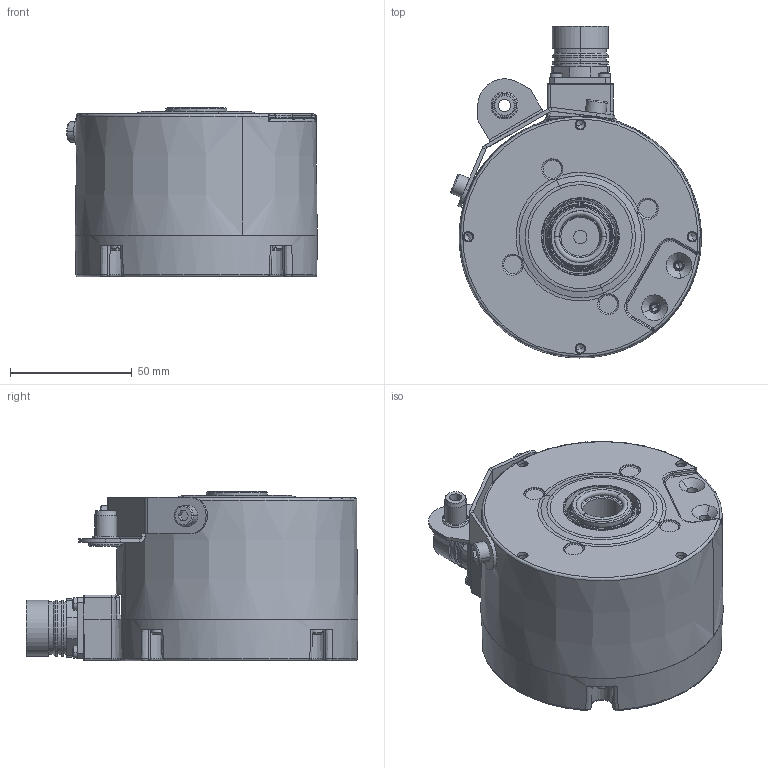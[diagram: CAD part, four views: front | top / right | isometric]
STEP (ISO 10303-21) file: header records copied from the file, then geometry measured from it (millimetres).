
FILE_DESCRIPTION((''),'2;1');
FILE_NAME('770890-K01_SW0004','2013-06-18T',('se2546'),(''),'PRO/ENGINEER BY PARAMETRIC TECHNOLOGY CORPORATION, 2011410','PRO/ENGINEER BY PARAMETRIC TECHNOLOGY CORPORATION, 2011410','');
FILE_SCHEMA(('CONFIG_CONTROL_DESIGN','SHAPE_APPEARANCE_LAYERS_GROUPS'));
Products named in the file (1): 770890-K01_SW0004
Bounding box: 103.03 x 136.34 x 69.8 mm (x, y, z)
Volume: 312075.1 mm3; surface area: 130094.8 mm2
Topology: 8 solids, 16 shells, 1387 faces, 3317 edges, 2001 vertices
Faces by surface type: cylinder 475, plane 393, cone 210, torus 142, bspline 105, sphere 62
Entity records: 63384 total; most frequent: CARTESIAN_POINT 26496, DIRECTION 6934, ORIENTED_EDGE 6486, EDGE_CURVE 3243, AXIS2_PLACEMENT_3D 2863, VERTEX_POINT 2001, CIRCLE 1581, EDGE_LOOP 1534
